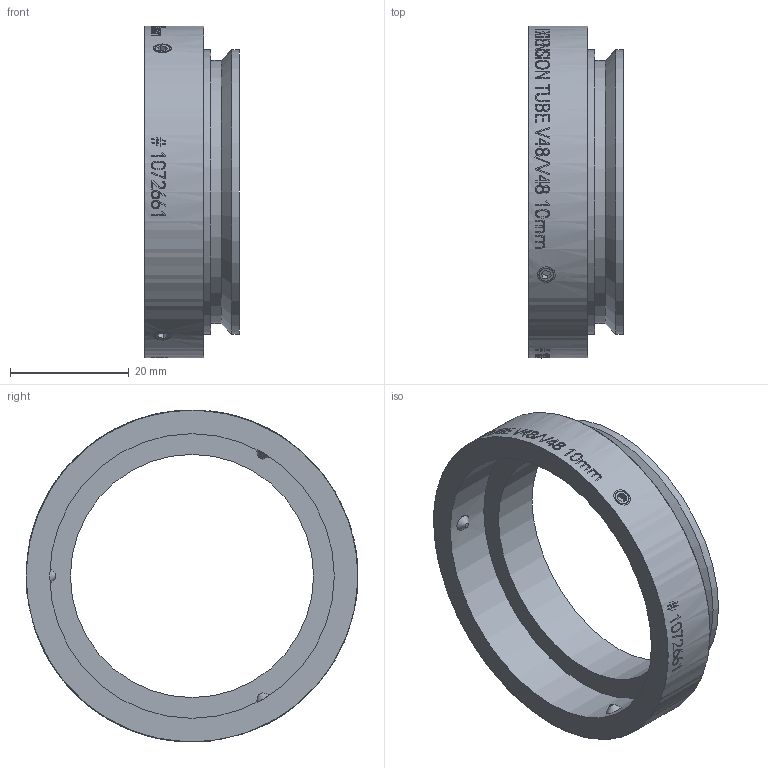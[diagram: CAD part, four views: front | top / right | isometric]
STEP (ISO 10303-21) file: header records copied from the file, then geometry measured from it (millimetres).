
FILE_DESCRIPTION(/* description */ (''),/* implementation_level */ '2;1');
FILE_NAME(/* name */ '1072661_00166673_001.stp',/* time_stamp */ '2022-04-01T09:17:40+02:00',/* author */ (''),/* organization */ (''),/* preprocessor_version */ 'ST-DEVELOPER v16',/* originating_system */ 'SIEMENS PLM Software NX 10.0',/* authorisation */ '');
FILE_SCHEMA (('AP203_CONFIGURATION_CONTROLLED_3D_DESIGN_OF_MECHANICAL_PARTS_AND_ASSEMBLIES_MIM_LF { 1 0 10303 403 2 1 2}'));
Length unit declared in the file: millimetre
Products named in the file (1): Froe6B5C76F3nbcx
Bounding box: 16 x 56 x 56 mm (x, y, z)
Volume: 9768 mm3; surface area: 9284.2 mm2
Topology: 1 solids, 2 shells, 123 faces, 546 edges, 506 vertices
Faces by surface type: cylinder 84, plane 32, cone 7
Full cylindrical faces by diameter (mm): 41 x1, 44.4 x1, 48 x3, 56 x2
Entity records: 7538 total; most frequent: CARTESIAN_POINT 3603, ORIENTED_EDGE 1039, EDGE_CURVE 522, VERTEX_POINT 498, B_SPLINE_CURVE_WITH_KNOTS 442, DIRECTION 354, EDGE_LOOP 225, AXIS2_PLACEMENT_3D 150
